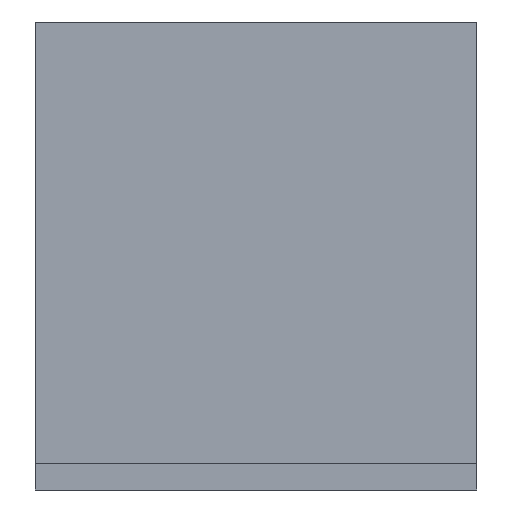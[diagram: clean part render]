
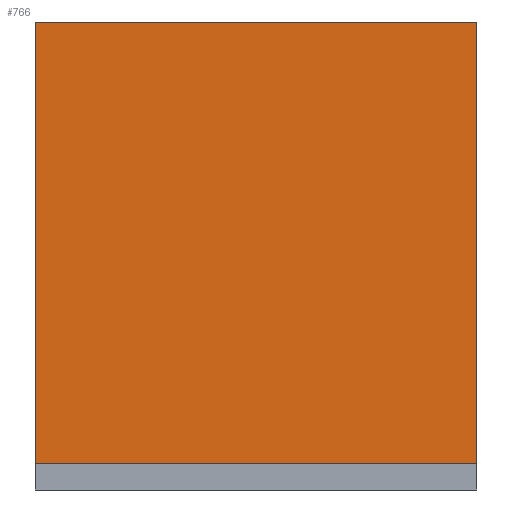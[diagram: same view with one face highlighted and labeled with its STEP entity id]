
A CAD part, front view. The second image highlights one B-rep face of the part: STEP entity #766.
In plain terms, the highlighted planar face has unit normal (0, -1, 0).
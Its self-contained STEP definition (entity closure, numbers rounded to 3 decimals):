
#7 = DIRECTION ( 'NONE',  ( -1., 0., 0. ) ) ;
#94 = EDGE_LOOP ( 'NONE', ( #864, #1143, #1158, #968 ) ) ;
#189 = VERTEX_POINT ( 'NONE', #378 ) ;
#209 = EDGE_CURVE ( 'NONE', #189, #520, #1021, .T. ) ;
#245 = VECTOR ( 'NONE', #988, 1000. ) ;
#288 = CARTESIAN_POINT ( 'NONE',  ( 185., 0., 0. ) ) ;
#292 = DIRECTION ( 'NONE',  ( 0., -1., 0. ) ) ;
#356 = VERTEX_POINT ( 'NONE', #707 ) ;
#372 = PLANE ( 'NONE',  #705 ) ;
#378 = CARTESIAN_POINT ( 'NONE',  ( 0., 0., 0. ) ) ;
#409 = CARTESIAN_POINT ( 'NONE',  ( 0., 0., -370. ) ) ;
#427 = LINE ( 'NONE', #652, #1071 ) ;
#440 = FACE_OUTER_BOUND ( 'NONE', #94, .T. ) ;
#520 = VERTEX_POINT ( 'NONE', #534 ) ;
#534 = CARTESIAN_POINT ( 'NONE',  ( 370., 0., 0. ) ) ;
#590 = DIRECTION ( 'NONE',  ( 0., 0., -1. ) ) ;
#611 = EDGE_CURVE ( 'NONE', #893, #189, #427, .T. ) ;
#652 = CARTESIAN_POINT ( 'NONE',  ( 0., 0., -185. ) ) ;
#669 = CARTESIAN_POINT ( 'NONE',  ( -0.01, 0., -370.01 ) ) ;
#705 = AXIS2_PLACEMENT_3D ( 'NONE', #669, #292, #1090 ) ;
#707 = CARTESIAN_POINT ( 'NONE',  ( 370., 0., -370. ) ) ;
#722 = CARTESIAN_POINT ( 'NONE',  ( 370., 0., -185. ) ) ;
#732 = VECTOR ( 'NONE', #590, 1000. ) ;
#742 = LINE ( 'NONE', #1331, #991 ) ;
#766 = ADVANCED_FACE ( 'NONE', ( #440 ), #372, .T. ) ;
#864 = ORIENTED_EDGE ( 'NONE', *, *, #209, .F. ) ;
#877 = DIRECTION ( 'NONE',  ( 0., 0., 1. ) ) ;
#891 = LINE ( 'NONE', #722, #732 ) ;
#893 = VERTEX_POINT ( 'NONE', #409 ) ;
#968 = ORIENTED_EDGE ( 'NONE', *, *, #1293, .F. ) ;
#988 = DIRECTION ( 'NONE',  ( 1., 0., 0. ) ) ;
#991 = VECTOR ( 'NONE', #7, 1000. ) ;
#1021 = LINE ( 'NONE', #288, #245 ) ;
#1071 = VECTOR ( 'NONE', #877, 1000. ) ;
#1090 = DIRECTION ( 'NONE',  ( 1., 0., 0. ) ) ;
#1143 = ORIENTED_EDGE ( 'NONE', *, *, #611, .F. ) ;
#1158 = ORIENTED_EDGE ( 'NONE', *, *, #1324, .F. ) ;
#1293 = EDGE_CURVE ( 'NONE', #520, #356, #891, .T. ) ;
#1324 = EDGE_CURVE ( 'NONE', #356, #893, #742, .T. ) ;
#1331 = CARTESIAN_POINT ( 'NONE',  ( 185., 0., -370. ) ) ;
